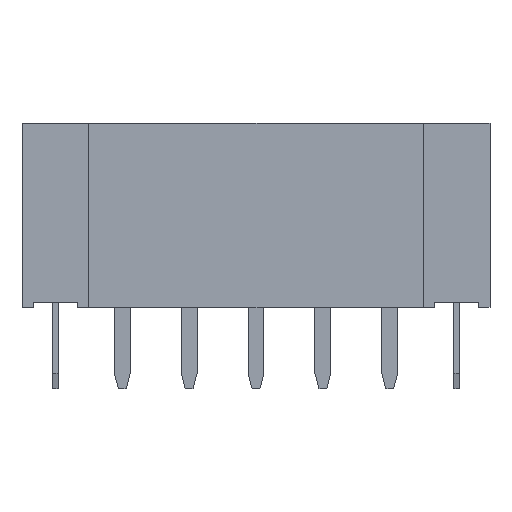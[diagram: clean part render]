
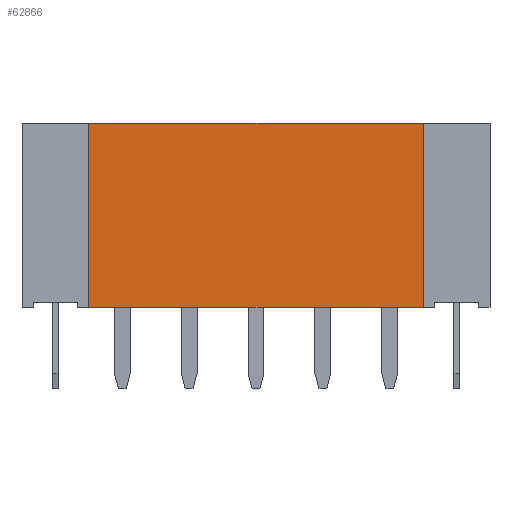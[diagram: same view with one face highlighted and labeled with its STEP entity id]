
A CAD part, front view. The second image highlights one B-rep face of the part: STEP entity #62866.
In plain terms, the highlighted planar face has unit normal (0, -1, 0).
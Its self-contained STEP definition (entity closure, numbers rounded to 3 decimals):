
#60660 = PLANE('',#60661);
#60661 = AXIS2_PLACEMENT_3D('',#60662,#60663,#60664);
#60662 = CARTESIAN_POINT('',(13.97,-1.27,0.));
#60663 = DIRECTION('',(-1.,0.,0.));
#60664 = DIRECTION('',(0.,1.,0.));
#60688 = PLANE('',#60689);
#60689 = AXIS2_PLACEMENT_3D('',#60690,#60691,#60692);
#60690 = CARTESIAN_POINT('',(13.97,1.27,7.));
#60691 = DIRECTION('',(-0.,0.,-1.));
#60692 = DIRECTION('',(1.,0.,0.));
#60716 = PLANE('',#60717);
#60717 = AXIS2_PLACEMENT_3D('',#60718,#60719,#60720);
#60718 = CARTESIAN_POINT('',(1.27,1.27,0.));
#60719 = DIRECTION('',(1.,0.,0.));
#60720 = DIRECTION('',(0.,-1.,0.));
#60758 = VERTEX_POINT('',#60759);
#60759 = CARTESIAN_POINT('',(13.97,-1.27,0.));
#60775 = PLANE('',#60776);
#60776 = AXIS2_PLACEMENT_3D('',#60777,#60778,#60779);
#60777 = CARTESIAN_POINT('',(13.97,1.27,0.));
#60778 = DIRECTION('',(-0.,0.,-1.));
#60779 = DIRECTION('',(1.,0.,0.));
#60787 = EDGE_CURVE('',#60758,#60788,#60790,.T.);
#60788 = VERTEX_POINT('',#60789);
#60789 = CARTESIAN_POINT('',(13.97,-1.27,7.));
#60790 = SURFACE_CURVE('',#60791,(#60795,#60802),.PCURVE_S1.);
#60791 = LINE('',#60792,#60793);
#60792 = CARTESIAN_POINT('',(13.97,-1.27,0.));
#60793 = VECTOR('',#60794,1.);
#60794 = DIRECTION('',(0.,0.,1.));
#60795 = PCURVE('',#60660,#60796);
#60796 = DEFINITIONAL_REPRESENTATION('',(#60797),#60801);
#60797 = LINE('',#60798,#60799);
#60798 = CARTESIAN_POINT('',(0.,0.));
#60799 = VECTOR('',#60800,1.);
#60800 = DIRECTION('',(0.,-1.));
#60801 = ( GEOMETRIC_REPRESENTATION_CONTEXT(2) 
PARAMETRIC_REPRESENTATION_CONTEXT() REPRESENTATION_CONTEXT('2D SPACE',''
  ) );
#60802 = PCURVE('',#60803,#60808);
#60803 = PLANE('',#60804);
#60804 = AXIS2_PLACEMENT_3D('',#60805,#60806,#60807);
#60805 = CARTESIAN_POINT('',(1.27,-1.27,0.));
#60806 = DIRECTION('',(0.,1.,0.));
#60807 = DIRECTION('',(1.,0.,0.));
#60808 = DEFINITIONAL_REPRESENTATION('',(#60809),#60813);
#60809 = LINE('',#60810,#60811);
#60810 = CARTESIAN_POINT('',(12.7,0.));
#60811 = VECTOR('',#60812,1.);
#60812 = DIRECTION('',(0.,-1.));
#60813 = ( GEOMETRIC_REPRESENTATION_CONTEXT(2) 
PARAMETRIC_REPRESENTATION_CONTEXT() REPRESENTATION_CONTEXT('2D SPACE',''
  ) );
#60970 = VERTEX_POINT('',#60971);
#60971 = CARTESIAN_POINT('',(1.27,-1.27,7.));
#60992 = EDGE_CURVE('',#60993,#60970,#60995,.T.);
#60993 = VERTEX_POINT('',#60994);
#60994 = CARTESIAN_POINT('',(1.27,-1.27,0.));
#60995 = SURFACE_CURVE('',#60996,(#61000,#61007),.PCURVE_S1.);
#60996 = LINE('',#60997,#60998);
#60997 = CARTESIAN_POINT('',(1.27,-1.27,0.));
#60998 = VECTOR('',#60999,1.);
#60999 = DIRECTION('',(0.,0.,1.));
#61000 = PCURVE('',#60716,#61001);
#61001 = DEFINITIONAL_REPRESENTATION('',(#61002),#61006);
#61002 = LINE('',#61003,#61004);
#61003 = CARTESIAN_POINT('',(2.54,0.));
#61004 = VECTOR('',#61005,1.);
#61005 = DIRECTION('',(0.,-1.));
#61006 = ( GEOMETRIC_REPRESENTATION_CONTEXT(2) 
PARAMETRIC_REPRESENTATION_CONTEXT() REPRESENTATION_CONTEXT('2D SPACE',''
  ) );
#61007 = PCURVE('',#60803,#61008);
#61008 = DEFINITIONAL_REPRESENTATION('',(#61009),#61013);
#61009 = LINE('',#61010,#61011);
#61010 = CARTESIAN_POINT('',(0.,0.));
#61011 = VECTOR('',#61012,1.);
#61012 = DIRECTION('',(0.,-1.));
#61013 = ( GEOMETRIC_REPRESENTATION_CONTEXT(2) 
PARAMETRIC_REPRESENTATION_CONTEXT() REPRESENTATION_CONTEXT('2D SPACE',''
  ) );
#61137 = EDGE_CURVE('',#60970,#60788,#61138,.T.);
#61138 = SURFACE_CURVE('',#61139,(#61143,#61150),.PCURVE_S1.);
#61139 = LINE('',#61140,#61141);
#61140 = CARTESIAN_POINT('',(1.27,-1.27,7.));
#61141 = VECTOR('',#61142,1.);
#61142 = DIRECTION('',(1.,0.,0.));
#61143 = PCURVE('',#60688,#61144);
#61144 = DEFINITIONAL_REPRESENTATION('',(#61145),#61149);
#61145 = LINE('',#61146,#61147);
#61146 = CARTESIAN_POINT('',(-12.7,2.54));
#61147 = VECTOR('',#61148,1.);
#61148 = DIRECTION('',(1.,0.));
#61149 = ( GEOMETRIC_REPRESENTATION_CONTEXT(2) 
PARAMETRIC_REPRESENTATION_CONTEXT() REPRESENTATION_CONTEXT('2D SPACE',''
  ) );
#61150 = PCURVE('',#60803,#61151);
#61151 = DEFINITIONAL_REPRESENTATION('',(#61152),#61156);
#61152 = LINE('',#61153,#61154);
#61153 = CARTESIAN_POINT('',(0.,-7.));
#61154 = VECTOR('',#61155,1.);
#61155 = DIRECTION('',(1.,0.));
#61156 = ( GEOMETRIC_REPRESENTATION_CONTEXT(2) 
PARAMETRIC_REPRESENTATION_CONTEXT() REPRESENTATION_CONTEXT('2D SPACE',''
  ) );
#61754 = EDGE_CURVE('',#60993,#60758,#61755,.T.);
#61755 = SURFACE_CURVE('',#61756,(#61760,#61767),.PCURVE_S1.);
#61756 = LINE('',#61757,#61758);
#61757 = CARTESIAN_POINT('',(1.27,-1.27,0.));
#61758 = VECTOR('',#61759,1.);
#61759 = DIRECTION('',(1.,0.,0.));
#61760 = PCURVE('',#60775,#61761);
#61761 = DEFINITIONAL_REPRESENTATION('',(#61762),#61766);
#61762 = LINE('',#61763,#61764);
#61763 = CARTESIAN_POINT('',(-12.7,2.54));
#61764 = VECTOR('',#61765,1.);
#61765 = DIRECTION('',(1.,0.));
#61766 = ( GEOMETRIC_REPRESENTATION_CONTEXT(2) 
PARAMETRIC_REPRESENTATION_CONTEXT() REPRESENTATION_CONTEXT('2D SPACE',''
  ) );
#61767 = PCURVE('',#60803,#61768);
#61768 = DEFINITIONAL_REPRESENTATION('',(#61769),#61773);
#61769 = LINE('',#61770,#61771);
#61770 = CARTESIAN_POINT('',(0.,0.));
#61771 = VECTOR('',#61772,1.);
#61772 = DIRECTION('',(1.,0.));
#61773 = ( GEOMETRIC_REPRESENTATION_CONTEXT(2) 
PARAMETRIC_REPRESENTATION_CONTEXT() REPRESENTATION_CONTEXT('2D SPACE',''
  ) );
#62866 = ADVANCED_FACE('',(#62867),#60803,.F.);
#62867 = FACE_BOUND('',#62868,.F.);
#62868 = EDGE_LOOP('',(#62869,#62870,#62871,#62872));
#62869 = ORIENTED_EDGE('',*,*,#60992,.T.);
#62870 = ORIENTED_EDGE('',*,*,#61137,.T.);
#62871 = ORIENTED_EDGE('',*,*,#60787,.F.);
#62872 = ORIENTED_EDGE('',*,*,#61754,.F.);
